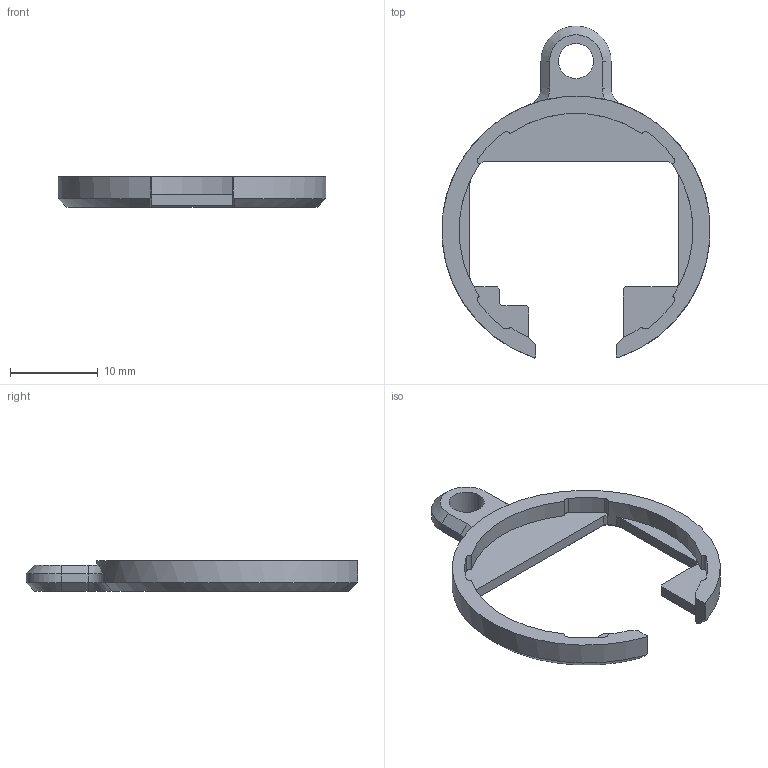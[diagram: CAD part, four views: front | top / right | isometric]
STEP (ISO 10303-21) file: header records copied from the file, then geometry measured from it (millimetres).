
FILE_DESCRIPTION(/* description */ (''),/* implementation_level */ '2;1');
FILE_NAME(/* name */ 'MCU Side Case.step',/* time_stamp */ '2025-08-27T22:48:49-07:00',/* author */ (''),/* organization */ (''),/* preprocessor_version */ 'ST-DEVELOPER v20.1',/* originating_system */ 'Autodesk Translation Framework v14.10.0.0',/* authorisation */ '');
FILE_SCHEMA (('AUTOMOTIVE_DESIGN { 1 0 10303 214 3 1 1 }'));
Length unit declared in the file: millimetre
Products named in the file (1): Case
Bounding box: 30.55 x 37.86 x 3.5 mm (x, y, z)
Volume: 825.7 mm3; surface area: 1273.3 mm2
Topology: 1 solids, 1 shells, 96 faces, 246 edges, 152 vertices
Faces by surface type: plane 59, cylinder 24, cone 11, bspline 2
Full cylindrical faces by diameter (mm): 4 x1
Entity records: 3035 total; most frequent: CARTESIAN_POINT 683, ORIENTED_EDGE 492, DIRECTION 481, EDGE_CURVE 246, LINE 161, VECTOR 161, AXIS2_PLACEMENT_3D 160, VERTEX_POINT 152
